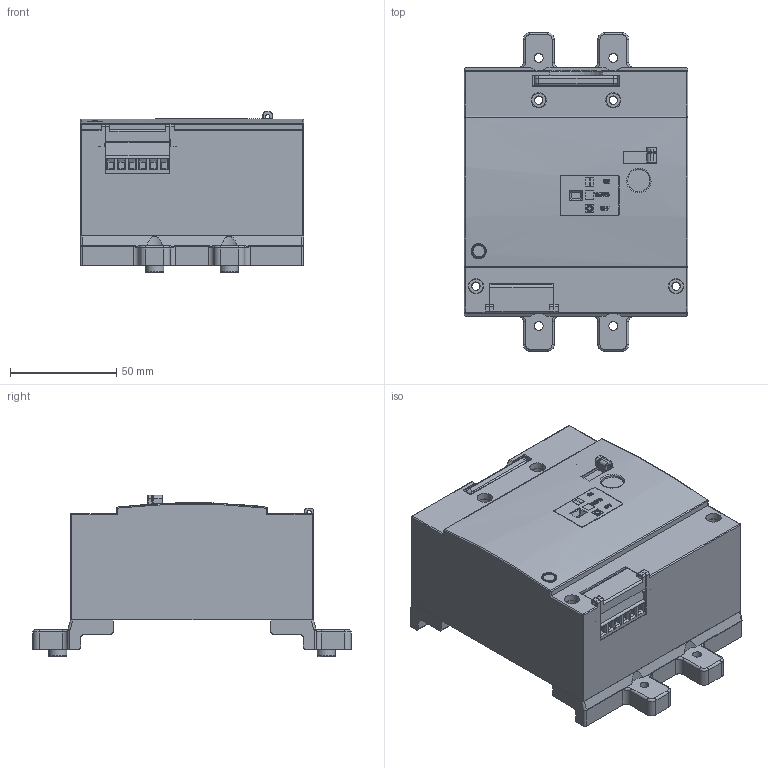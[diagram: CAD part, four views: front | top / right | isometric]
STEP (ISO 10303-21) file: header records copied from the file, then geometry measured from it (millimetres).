
FILE_DESCRIPTION(/* description */ (''),/* implementation_level */ '2;1');
FILE_NAME(/* name */ 'DC6-250.prt.step',/* time_stamp */ '2025-02-14T10:27:25+08:00',/* author */ (''),/* organization */ (''),/* preprocessor_version */ 'ST-DEVELOPER v11',/* originating_system */ 'SIEMENS UGS NX 6.0',/* authorisation */ '');
FILE_SCHEMA (('AUTOMOTIVE_DESIGN { 1 0 10303 214 1 1 1 1 }'));
Products named in the file (1): DC6-250
Bounding box: 105 x 149.6 x 75.79 mm (x, y, z)
Volume: 181995.8 mm3; surface area: 156384.4 mm2
Topology: 12 solids, 12 shells, 2273 faces, 6058 edges, 3866 vertices
Faces by surface type: plane 1203, cylinder 670, torus 169, extrusion 94, bspline 78, sphere 42, cone 17
Full cylindrical faces by diameter (mm): 1.5 x2, 2 x4, 2.4 x6, 2.8 x4, 2.9 x1, 3.3 x2, 3.5 x4, 3.8 x4, 4 x18, 4.2 x5, 4.5 x2, 4.9 x8, 6 x1, 6.2 x1, 6.5 x10, 6.7 x4, 7.2 x4, 8 x4, 8.5 x4, 8.8 x1, 9.2 x1, 10 x1, 10.5 x2, 11 x1, 12 x1, 18.3 x1
Entity records: 91930 total; most frequent: CARTESIAN_POINT 21739, ORIENTED_EDGE 11694, DIRECTION 11175, EDGE_CURVE 5847, VERTEX_POINT 3807, AXIS2_PLACEMENT_3D 3789, VECTOR 3597, LINE 3503
